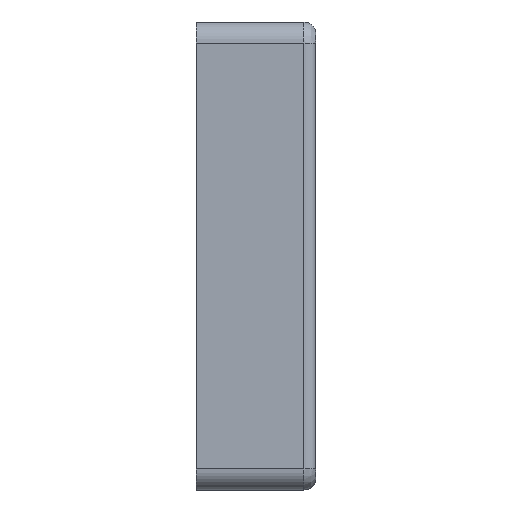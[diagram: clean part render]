
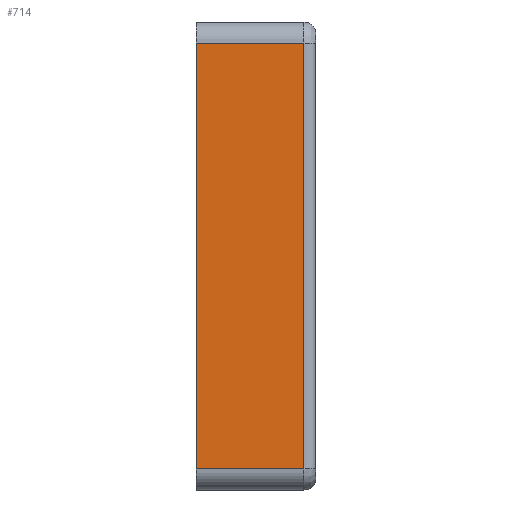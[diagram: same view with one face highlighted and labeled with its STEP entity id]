
A CAD part, left-side view. The second image highlights one B-rep face of the part: STEP entity #714.
In plain terms, the highlighted planar face has unit normal (-1, 0, 0).
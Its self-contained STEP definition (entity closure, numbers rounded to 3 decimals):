
#139=CARTESIAN_POINT('',(-100.0,-8.0,56.5));
#140=VERTEX_POINT('',#139);
#255=CARTESIAN_POINT('',(-100.0,-8.0,-14.5));
#256=VERTEX_POINT('',#255);
#273=CARTESIAN_POINT('',(-100.0,-8.0,56.5));
#274=DIRECTION('',(0.0,0.0,-1.0));
#275=VECTOR('',#274,71.);
#276=LINE('',#273,#275);
#277=EDGE_CURVE('',#140,#256,#276,.T.);
#672=CARTESIAN_POINT('',(-100.0,10.0,-14.5));
#673=VERTEX_POINT('',#672);
#674=CARTESIAN_POINT('',(-100.0,10.0,-14.5));
#675=DIRECTION('',(0.0,-1.0,0.0));
#676=VECTOR('',#675,18.0);
#677=LINE('',#674,#676);
#678=EDGE_CURVE('',#673,#256,#677,.T.);
#691=CARTESIAN_POINT('',(-100.0,0.0,56.5));
#692=DIRECTION('',(-1.0,0.0,0.0));
#693=DIRECTION('',(0.0,0.0,1.0));
#694=AXIS2_PLACEMENT_3D('',#691,#692,#693);
#695=PLANE('',#694);
#696=ORIENTED_EDGE('',*,*,#277,.F.);
#697=CARTESIAN_POINT('',(-100.0,10.0,56.5));
#698=VERTEX_POINT('',#697);
#699=CARTESIAN_POINT('',(-100.0,10.0,56.5));
#700=DIRECTION('',(0.0,-1.0,0.0));
#701=VECTOR('',#700,18.0);
#702=LINE('',#699,#701);
#703=EDGE_CURVE('',#698,#140,#702,.T.);
#704=ORIENTED_EDGE('',*,*,#703,.F.);
#705=CARTESIAN_POINT('',(-100.0,10.0,56.5));
#706=DIRECTION('',(0.0,0.0,-1.0));
#707=VECTOR('',#706,71.);
#708=LINE('',#705,#707);
#709=EDGE_CURVE('',#698,#673,#708,.T.);
#710=ORIENTED_EDGE('',*,*,#709,.T.);
#711=ORIENTED_EDGE('',*,*,#678,.T.);
#712=EDGE_LOOP('',(#696,#704,#710,#711));
#713=FACE_OUTER_BOUND('',#712,.T.);
#714=ADVANCED_FACE('',(#713),#695,.T.);
